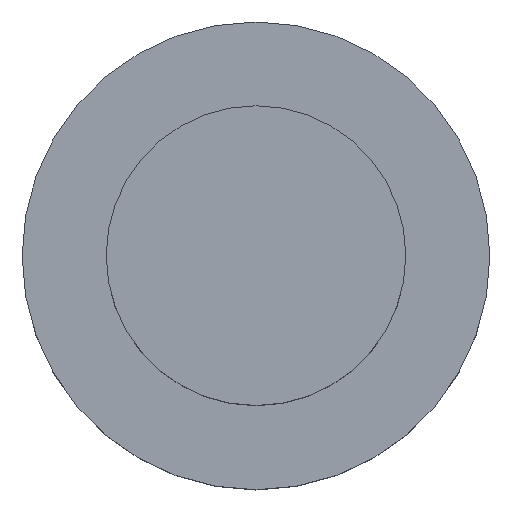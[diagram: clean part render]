
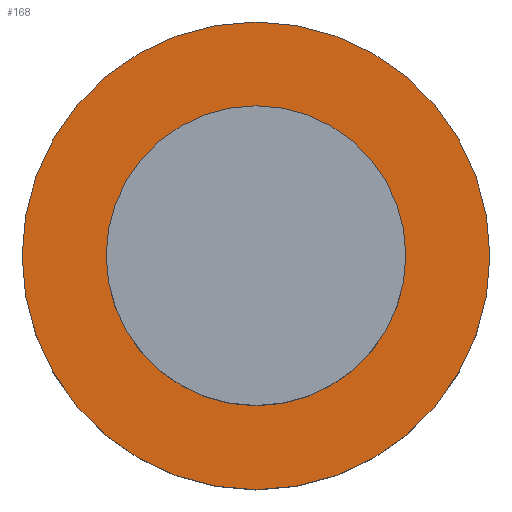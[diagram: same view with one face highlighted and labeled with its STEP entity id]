
A CAD part, top view. The second image highlights one B-rep face of the part: STEP entity #168.
In plain terms, the highlighted planar face has unit normal (0, 0, 1).
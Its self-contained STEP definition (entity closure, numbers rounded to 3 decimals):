
#18 = ORIENTED_EDGE ( 'NONE', *, *, #327, .T. ) ;
#24 = ORIENTED_EDGE ( 'NONE', *, *, #196, .T. ) ;
#31 = CIRCLE ( 'NONE', #311, 16. ) ;
#52 = DIRECTION ( 'NONE',  ( 1., 0., 0. ) ) ;
#61 = EDGE_LOOP ( 'NONE', ( #24, #18 ) ) ;
#83 = EDGE_LOOP ( 'NONE', ( #293, #215 ) ) ;
#105 = CARTESIAN_POINT ( 'NONE',  ( -16., 0., 214. ) ) ;
#107 = DIRECTION ( 'NONE',  ( 1., 0., 0. ) ) ;
#113 = VERTEX_POINT ( 'NONE', #141 ) ;
#137 = EDGE_CURVE ( 'NONE', #277, #113, #324, .T. ) ;
#141 = CARTESIAN_POINT ( 'NONE',  ( -10.25, 0., 214. ) ) ;
#145 = CARTESIAN_POINT ( 'NONE',  ( 10.25, 0., 214. ) ) ;
#167 = FACE_BOUND ( 'NONE', #83, .T. ) ;
#168 = ADVANCED_FACE ( 'NONE', ( #167, #199 ), #233, .F. ) ;
#170 = DIRECTION ( 'NONE',  ( 0., 0., 1. ) ) ;
#176 = CIRCLE ( 'NONE', #216, 16. ) ;
#184 = CARTESIAN_POINT ( 'NONE',  ( 16., 0., 214. ) ) ;
#185 = VERTEX_POINT ( 'NONE', #239 ) ;
#196 = EDGE_CURVE ( 'NONE', #306, #185, #31, .T. ) ;
#199 = FACE_OUTER_BOUND ( 'NONE', #61, .T. ) ;
#200 = DIRECTION ( 'NONE',  ( 1., 0., 0. ) ) ;
#202 = AXIS2_PLACEMENT_3D ( 'NONE', #236, #362, #299 ) ;
#212 = DIRECTION ( 'NONE',  ( 0., 0., 1. ) ) ;
#214 = CARTESIAN_POINT ( 'NONE',  ( 0., 0., 214. ) ) ;
#215 = ORIENTED_EDGE ( 'NONE', *, *, #247, .F. ) ;
#216 = AXIS2_PLACEMENT_3D ( 'NONE', #214, #212, #52 ) ;
#230 = DIRECTION ( 'NONE',  ( 0., 0., -1. ) ) ;
#233 = PLANE ( 'NONE',  #237 ) ;
#236 = CARTESIAN_POINT ( 'NONE',  ( 0., 0., 214. ) ) ;
#237 = AXIS2_PLACEMENT_3D ( 'NONE', #105, #230, #326 ) ;
#239 = CARTESIAN_POINT ( 'NONE',  ( -16., 0., 214. ) ) ;
#247 = EDGE_CURVE ( 'NONE', #113, #277, #348, .T. ) ;
#271 = CARTESIAN_POINT ( 'NONE',  ( 0., 0., 214. ) ) ;
#277 = VERTEX_POINT ( 'NONE', #145 ) ;
#293 = ORIENTED_EDGE ( 'NONE', *, *, #137, .F. ) ;
#295 = DIRECTION ( 'NONE',  ( 0., 0., 1. ) ) ;
#299 = DIRECTION ( 'NONE',  ( 1., 0., 0. ) ) ;
#306 = VERTEX_POINT ( 'NONE', #184 ) ;
#311 = AXIS2_PLACEMENT_3D ( 'NONE', #358, #295, #200 ) ;
#324 = CIRCLE ( 'NONE', #375, 10.25 ) ;
#326 = DIRECTION ( 'NONE',  ( -1., 0., 0. ) ) ;
#327 = EDGE_CURVE ( 'NONE', #185, #306, #176, .T. ) ;
#348 = CIRCLE ( 'NONE', #202, 10.25 ) ;
#358 = CARTESIAN_POINT ( 'NONE',  ( 0., 0., 214. ) ) ;
#362 = DIRECTION ( 'NONE',  ( 0., 0., 1. ) ) ;
#375 = AXIS2_PLACEMENT_3D ( 'NONE', #271, #170, #107 ) ;
